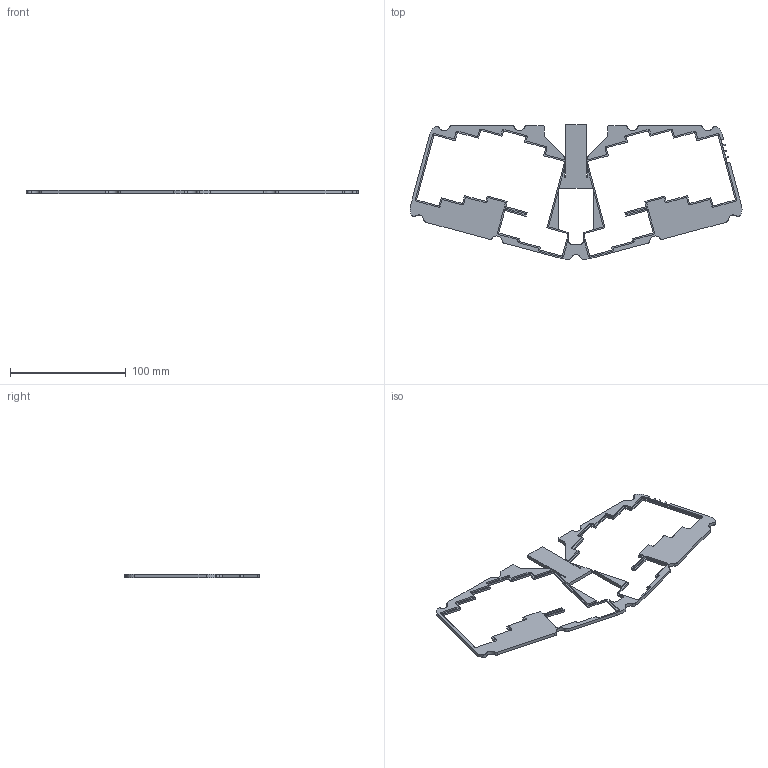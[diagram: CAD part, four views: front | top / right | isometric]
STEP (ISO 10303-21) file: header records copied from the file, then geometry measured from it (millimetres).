
FILE_DESCRIPTION(('FreeCAD Model'),'2;1');
FILE_NAME('Open CASCADE Shape Model','2025-12-02T02:56:36',(''),(''), 'Open CASCADE STEP processor 7.8','FreeCAD','Unknown');
FILE_SCHEMA(('AUTOMOTIVE_DESIGN { 1 0 10303 214 1 1 1 1 }'));
Length unit declared in the file: millimetre
Products named in the file (1): top-filler
Bounding box: 286.76 x 116.43 x 3 mm (x, y, z)
Volume: 25189.6 mm3; surface area: 24140.1 mm2
Topology: 1 solids, 1 shells, 389 faces, 1168 edges, 780 vertices
Faces by surface type: plane 276, cylinder 113
Entity records: 13110 total; most frequent: CARTESIAN_POINT 2338, ORIENTED_EDGE 2336, DIRECTION 2178, EDGE_CURVE 1168, LINE 938, VECTOR 938, VERTEX_POINT 780, AXIS2_PLACEMENT_3D 620
